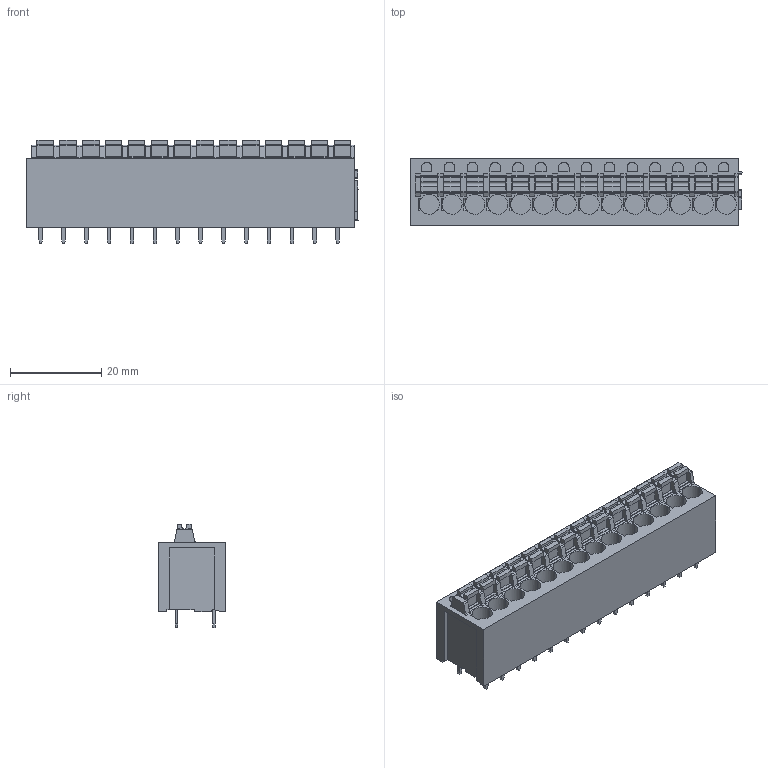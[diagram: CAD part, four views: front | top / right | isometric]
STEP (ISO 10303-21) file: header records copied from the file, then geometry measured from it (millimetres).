
FILE_DESCRIPTION(('CATIA V5 STEP Exchange','CAx-IF Rec.Pracs.--- Model Styling and Organization---1.4--- 2014-01-23'),'2;1');
FILE_NAME ('D1491540_0_1425160000_1425160000.stp','2021-06-28T11:02:19+00:00',('none'),('Weidmueller'),'CATIA Version 5-6 Release 2016 SP3 HF44','CATIA V5 STEP AP214','none');
FILE_SCHEMA(('AUTOMOTIVE_DESIGN { 1 0 10303 214 1 1 1 1 }'));
Length unit declared in the file: millimetre
Products named in the file (1): 1425160000
Bounding box: 72.65 x 14.8 x 22.7 mm (x, y, z)
Volume: 14966 mm3; surface area: 8897.3 mm2
Topology: 43 solids, 43 shells, 970 faces, 2559 edges, 1706 vertices
Faces by surface type: plane 741, cylinder 229
Entity records: 28659 total; most frequent: ORIENTED_EDGE 5118, CARTESIAN_POINT 5077, DIRECTION 3758, EDGE_CURVE 2559, VECTOR 2073, LINE 2073, VERTEX_POINT 1706, AXIS2_PLACEMENT_3D 1070
